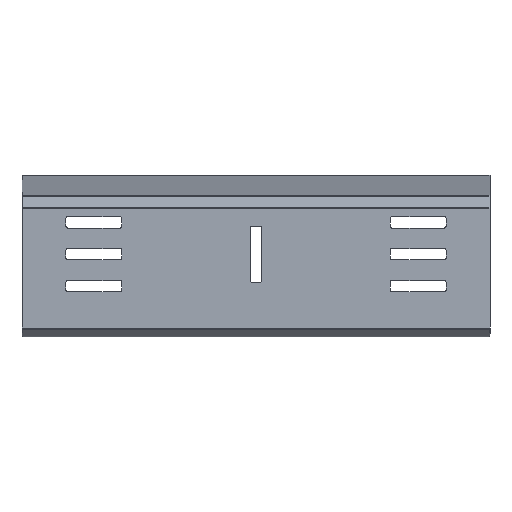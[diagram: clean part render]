
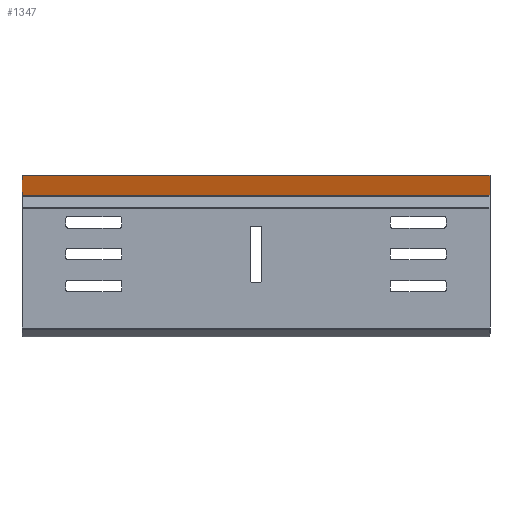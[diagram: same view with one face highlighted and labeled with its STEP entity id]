
A CAD part, front view. The second image highlights one B-rep face of the part: STEP entity #1347.
In plain terms, the highlighted planar face has unit normal (0, -0.966, -0.259).
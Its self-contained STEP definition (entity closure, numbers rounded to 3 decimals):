
#169 = DIRECTION ( 'NONE',  ( -1., 0., 0. ) ) ;
#235 = VECTOR ( 'NONE', #2406, 1000. ) ;
#237 = CARTESIAN_POINT ( 'NONE',  ( -146.5, 1.271, 7.727 ) ) ;
#293 = CARTESIAN_POINT ( 'NONE',  ( -146.5, 1.167, 8.116 ) ) ;
#306 = DIRECTION ( 'NONE',  ( -1., 0., 0. ) ) ;
#379 = EDGE_CURVE ( 'NONE', #2220, #1636, #1300, .T. ) ;
#393 = VERTEX_POINT ( 'NONE', #2367 ) ;
#443 = VECTOR ( 'NONE', #169, 1000. ) ;
#570 = VECTOR ( 'NONE', #306, 1000. ) ;
#732 = CARTESIAN_POINT ( 'NONE',  ( 146.5, 1.167, 8.116 ) ) ;
#774 = ORIENTED_EDGE ( 'NONE', *, *, #2494, .T. ) ;
#775 = DIRECTION ( 'NONE',  ( 0., -0.259, 0.966 ) ) ;
#976 = LINE ( 'NONE', #1871, #443 ) ;
#1040 = DIRECTION ( 'NONE',  ( 0., 0.259, -0.966 ) ) ;
#1073 = FACE_OUTER_BOUND ( 'NONE', #1544, .T. ) ;
#1087 = CARTESIAN_POINT ( 'NONE',  ( 146.5, 1.271, 7.727 ) ) ;
#1300 = LINE ( 'NONE', #237, #235 ) ;
#1347 = ADVANCED_FACE ( 'NONE', ( #1073 ), #1921, .T. ) ;
#1354 = VERTEX_POINT ( 'NONE', #2097 ) ;
#1544 = EDGE_LOOP ( 'NONE', ( #1724, #2270, #2686, #774 ) ) ;
#1619 = EDGE_CURVE ( 'NONE', #393, #1636, #976, .T. ) ;
#1636 = VERTEX_POINT ( 'NONE', #2687 ) ;
#1718 = DIRECTION ( 'NONE',  ( 0., -0.966, -0.259 ) ) ;
#1724 = ORIENTED_EDGE ( 'NONE', *, *, #1619, .T. ) ;
#1801 = CARTESIAN_POINT ( 'NONE',  ( 146.5, 1.271, 7.727 ) ) ;
#1871 = CARTESIAN_POINT ( 'NONE',  ( 146.5, -2.094, 20.284 ) ) ;
#1921 = PLANE ( 'NONE',  #2428 ) ;
#1996 = VECTOR ( 'NONE', #775, 1000. ) ;
#2097 = CARTESIAN_POINT ( 'NONE',  ( 146.5, 1.167, 8.116 ) ) ;
#2220 = VERTEX_POINT ( 'NONE', #293 ) ;
#2270 = ORIENTED_EDGE ( 'NONE', *, *, #379, .F. ) ;
#2367 = CARTESIAN_POINT ( 'NONE',  ( 146.5, -2.094, 20.284 ) ) ;
#2406 = DIRECTION ( 'NONE',  ( 0., -0.259, 0.966 ) ) ;
#2428 = AXIS2_PLACEMENT_3D ( 'NONE', #1087, #1718, #1040 ) ;
#2434 = EDGE_CURVE ( 'NONE', #1354, #2220, #2633, .T. ) ;
#2490 = LINE ( 'NONE', #1801, #1996 ) ;
#2494 = EDGE_CURVE ( 'NONE', #1354, #393, #2490, .T. ) ;
#2633 = LINE ( 'NONE', #732, #570 ) ;
#2686 = ORIENTED_EDGE ( 'NONE', *, *, #2434, .F. ) ;
#2687 = CARTESIAN_POINT ( 'NONE',  ( -146.5, -2.094, 20.284 ) ) ;
